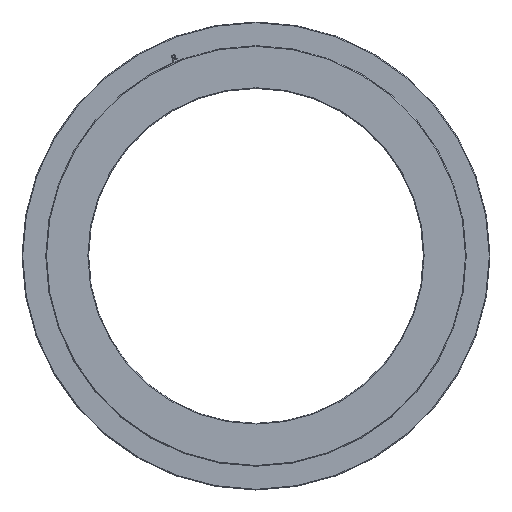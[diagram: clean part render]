
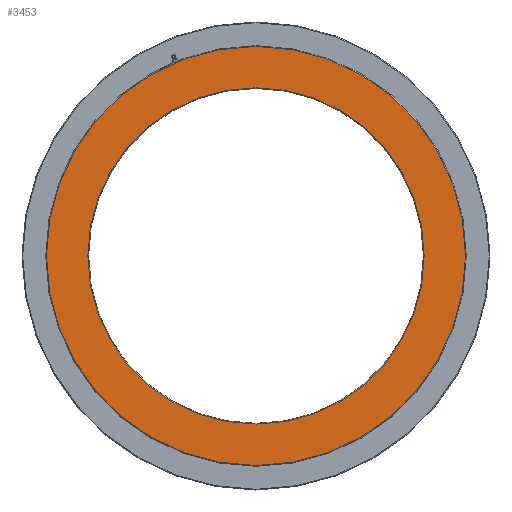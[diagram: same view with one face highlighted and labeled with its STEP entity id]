
A CAD part, top view. The second image highlights one B-rep face of the part: STEP entity #3453.
In plain terms, the highlighted planar face has unit normal (0, 0, 1).
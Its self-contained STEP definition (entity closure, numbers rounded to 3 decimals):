
#142 = DIRECTION ( 'NONE',  ( -1., 0., 0. ) ) ;
#224 = VERTEX_POINT ( 'NONE', #1187 ) ;
#312 = ORIENTED_EDGE ( 'NONE', *, *, #2223, .T. ) ;
#401 = AXIS2_PLACEMENT_3D ( 'NONE', #2198, #2835, #963 ) ;
#633 = EDGE_CURVE ( 'NONE', #3284, #3266, #2152, .T. ) ;
#694 = CARTESIAN_POINT ( 'NONE',  ( 0., 0., 26. ) ) ;
#815 = DIRECTION ( 'NONE',  ( -1., 0., 0. ) ) ;
#963 = DIRECTION ( 'NONE',  ( -1., 0., 0. ) ) ;
#1020 = DIRECTION ( 'NONE',  ( -1., 0., 0. ) ) ;
#1051 = FACE_OUTER_BOUND ( 'NONE', #1409, .T. ) ;
#1078 = DIRECTION ( 'NONE',  ( 0., 0., 1. ) ) ;
#1187 = CARTESIAN_POINT ( 'NONE',  ( -233.5, 0., 26. ) ) ;
#1265 = PLANE ( 'NONE',  #401 ) ;
#1405 = AXIS2_PLACEMENT_3D ( 'NONE', #2704, #3009, #815 ) ;
#1409 = EDGE_LOOP ( 'NONE', ( #1804, #3474 ) ) ;
#1484 = CARTESIAN_POINT ( 'NONE',  ( 233.5, 0., 26. ) ) ;
#1589 = EDGE_CURVE ( 'NONE', #3266, #3284, #1871, .T. ) ;
#1645 = ORIENTED_EDGE ( 'NONE', *, *, #2815, .T. ) ;
#1753 = CARTESIAN_POINT ( 'NONE',  ( 0., 0., 26. ) ) ;
#1804 = ORIENTED_EDGE ( 'NONE', *, *, #633, .T. ) ;
#1871 = CIRCLE ( 'NONE', #2119, 291. ) ;
#1879 = FACE_BOUND ( 'NONE', #3113, .T. ) ;
#2064 = DIRECTION ( 'NONE',  ( -1., 0., 0. ) ) ;
#2119 = AXIS2_PLACEMENT_3D ( 'NONE', #3886, #1078, #142 ) ;
#2152 = CIRCLE ( 'NONE', #2741, 291. ) ;
#2198 = CARTESIAN_POINT ( 'NONE',  ( -232.5, 0., 26. ) ) ;
#2223 = EDGE_CURVE ( 'NONE', #3319, #224, #3434, .T. ) ;
#2521 = CIRCLE ( 'NONE', #3553, 233.5 ) ;
#2704 = CARTESIAN_POINT ( 'NONE',  ( 0., 0., 26. ) ) ;
#2741 = AXIS2_PLACEMENT_3D ( 'NONE', #694, #2885, #1020 ) ;
#2815 = EDGE_CURVE ( 'NONE', #224, #3319, #2521, .T. ) ;
#2835 = DIRECTION ( 'NONE',  ( 0., 0., -1. ) ) ;
#2885 = DIRECTION ( 'NONE',  ( 0., 0., 1. ) ) ;
#3009 = DIRECTION ( 'NONE',  ( 0., 0., -1. ) ) ;
#3113 = EDGE_LOOP ( 'NONE', ( #312, #1645 ) ) ;
#3266 = VERTEX_POINT ( 'NONE', #3647 ) ;
#3284 = VERTEX_POINT ( 'NONE', #3343 ) ;
#3319 = VERTEX_POINT ( 'NONE', #1484 ) ;
#3343 = CARTESIAN_POINT ( 'NONE',  ( -291., 0., 26. ) ) ;
#3434 = CIRCLE ( 'NONE', #1405, 233.5 ) ;
#3453 = ADVANCED_FACE ( 'NONE', ( #1051, #1879 ), #1265, .F. ) ;
#3474 = ORIENTED_EDGE ( 'NONE', *, *, #1589, .T. ) ;
#3553 = AXIS2_PLACEMENT_3D ( 'NONE', #1753, #3922, #2064 ) ;
#3647 = CARTESIAN_POINT ( 'NONE',  ( 291., 0., 26. ) ) ;
#3886 = CARTESIAN_POINT ( 'NONE',  ( 0., 0., 26. ) ) ;
#3922 = DIRECTION ( 'NONE',  ( 0., 0., -1. ) ) ;
